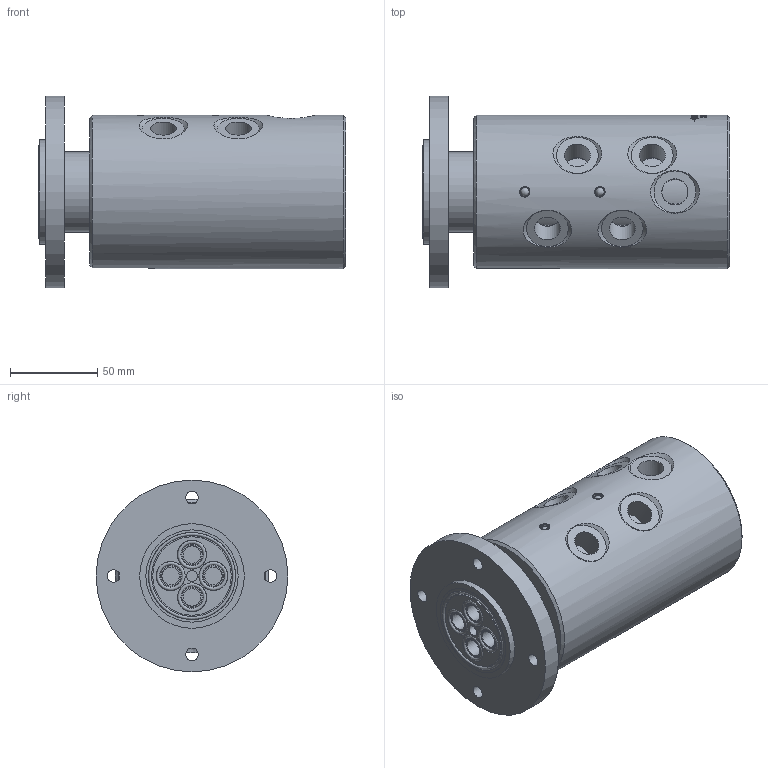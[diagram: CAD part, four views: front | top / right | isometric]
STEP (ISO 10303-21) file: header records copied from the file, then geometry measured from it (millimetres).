
FILE_DESCRIPTION(/* description */ (''),/* implementation_level */ '2;1');
FILE_NAME(/* name */ '1379-860-IC.stp',/* time_stamp */ '2020-05-17T11:45:59-05:00',/* author */ ('Moorera'),/* organization */ (''),/* preprocessor_version */ 'ST-DEVELOPER v18.1',/* originating_system */ 'Autodesk Inventor 2020',/* authorisation */ '');
FILE_SCHEMA (('AUTOMOTIVE_DESIGN { 1 0 10303 214 3 1 1 }'));
Products named in the file (1): 1379-860-IC
Bounding box: 176.35 x 110 x 110 mm (x, y, z)
Volume: 985421 mm3; surface area: 88200.4 mm2
Topology: 2 solids, 6 shells, 548 faces, 1443 edges, 951 vertices
Faces by surface type: bspline 228, plane 139, cylinder 116, cone 50, torus 10, sphere 5
Full cylindrical faces by diameter (mm): 2 x2, 2.5 x2, 5 x5, 6 x10, 6.2 x1, 7.2 x4, 10 x4, 12 x4, 14.95 x6, 16.65 x8, 28.6 x1, 29.9 x1, 41.2 x1, 45 x1, 46 x1, 50 x1, 53 x1, 53.7 x1, 54.1 x1, 60 x1, 62 x1, 65 x1, 88 x1, 110 x1
Entity records: 63122 total; most frequent: CARTESIAN_POINT 49923, ORIENTED_EDGE 2886, DIRECTION 2384, EDGE_CURVE 1443, VERTEX_POINT 951, AXIS2_PLACEMENT_3D 944, EDGE_LOOP 632, FACE_OUTER_BOUND 548
